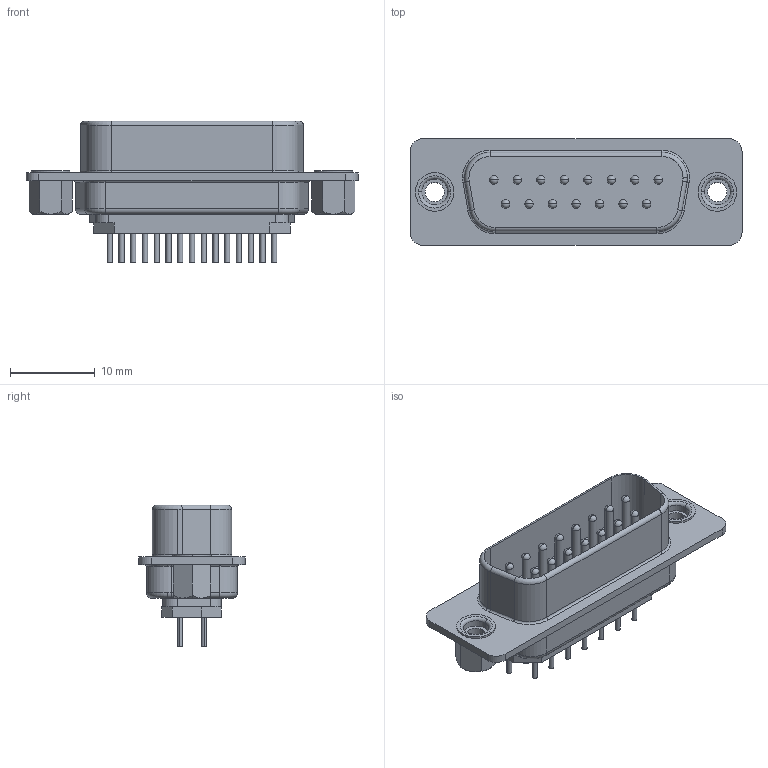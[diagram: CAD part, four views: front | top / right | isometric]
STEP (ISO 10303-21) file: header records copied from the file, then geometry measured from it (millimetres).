
FILE_DESCRIPTION (( 'STEP AP214' ), '1' );
FILE_NAME ('KF85X-AD-15P-K_rA1.STEP', '2013-03-22T18:48:18', ( 'Daniel' ), ( 'Microsoft' ), 'SwSTEP 2.0', 'SolidWorks 2012', '' );
FILE_SCHEMA (( 'AUTOMOTIVE_DESIGN' ));
Length unit declared in the file: millimetre
Products named in the file (1): KF85X-AD-15P-K_rA1
Bounding box: 39.14 x 12.55 x 16.7 mm (x, y, z)
Volume: 2150.2 mm3; surface area: 2833.6 mm2
Topology: 1 solids, 1 shells, 289 faces, 685 edges, 422 vertices
Faces by surface type: cylinder 142, plane 85, sphere 30, torus 24, cone 8
Entity records: 9369 total; most frequent: DIRECTION 1546, CARTESIAN_POINT 1431, ORIENTED_EDGE 1250, AXIS2_PLACEMENT_3D 643, EDGE_CURVE 625, VERTEX_POINT 392, CIRCLE 353, EDGE_LOOP 347
